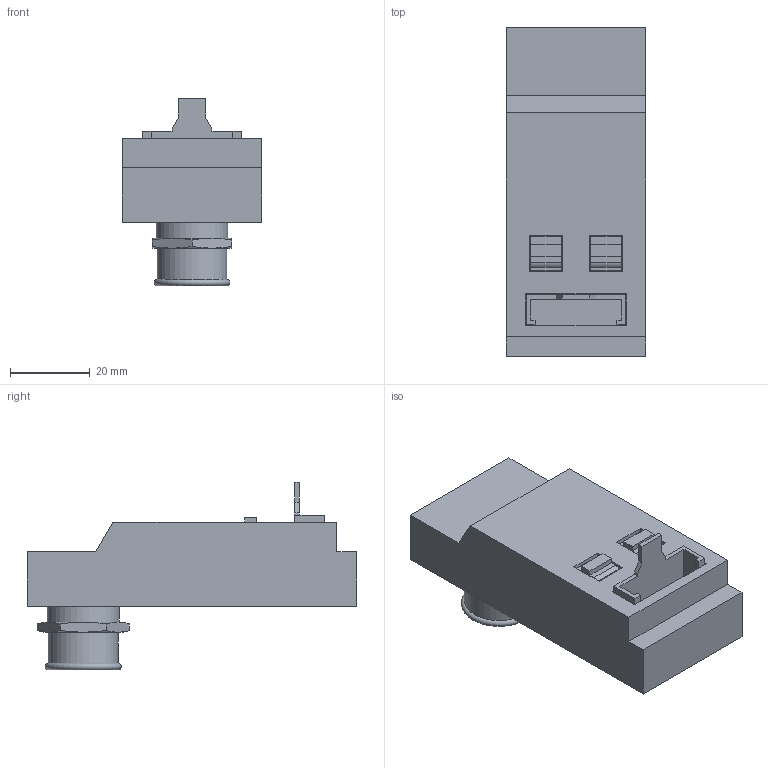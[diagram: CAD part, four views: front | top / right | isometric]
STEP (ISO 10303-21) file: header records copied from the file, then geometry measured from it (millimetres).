
FILE_DESCRIPTION(/* description */ ('STEP AP242','CAx-IF Rec.Pracs.---Representation and Presentation of Product Manufacturing Information (PMI)---4.0---2014-10-13','CAx-IF Rec.Pracs.---3D Tessellated Geometry---0.4---2014-09-14','2;1'),/* implementation_level */ '2;1');
FILE_NAME(/* name */ 'schrank_stecker_swd',/* time_stamp */ '2024-08-19T12:22:26+02:00',/* author */ ('License CC BY-ND 4.0'),/* organization */ ('CADENAS'),/* preprocessor_version */ 'ST-DEVELOPER v19.3',/* originating_system */ 'PARTsolutions',/* authorisation */ ' ');
FILE_SCHEMA (('AP242_MANAGED_MODEL_BASED_3D_ENGINEERING_MIM_LF { 1 0 10303 442 1 1 4 }'));
Length unit declared in the file: millimetre
Products named in the file (1): 121381(4)_(index)
Bounding box: 35 x 82.4 x 46.9 mm (x, y, z)
Volume: 56412.4 mm3; surface area: 15235.3 mm2
Topology: 1 solids, 1 shells, 95 faces, 235 edges, 152 vertices
Faces by surface type: plane 76, cone 14, cylinder 4, torus 1
Full cylindrical faces by diameter (mm): 17.4 x1, 18 x1
Entity records: 2782 total; most frequent: CARTESIAN_POINT 550, ORIENTED_EDGE 460, DIRECTION 422, EDGE_CURVE 230, LINE 182, VECTOR 182, VERTEX_POINT 152, AXIS2_PLACEMENT_3D 120
